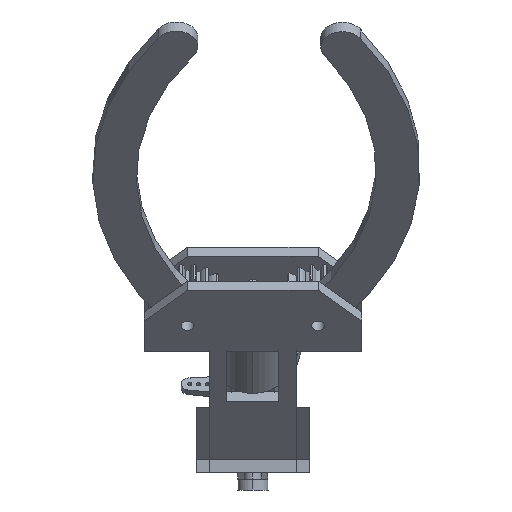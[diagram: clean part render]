
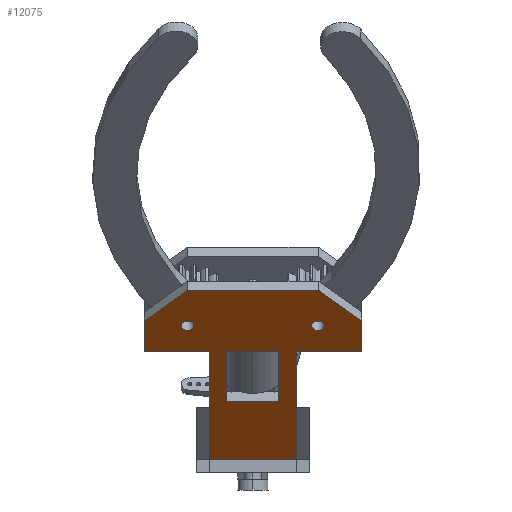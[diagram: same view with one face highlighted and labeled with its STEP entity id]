
A CAD part, left-side view. The second image highlights one B-rep face of the part: STEP entity #12075.
In plain terms, the highlighted face is planar.
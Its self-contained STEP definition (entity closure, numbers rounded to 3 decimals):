
#125 = EDGE_CURVE ( 'NONE', #10458, #11977, #2029, .T. ) ;
#137 = ORIENTED_EDGE ( 'NONE', *, *, #2906, .T. ) ;
#144 = EDGE_CURVE ( 'NONE', #12624, #2043, #1722, .T. ) ;
#236 = DIRECTION ( 'NONE',  ( 0., 1., 0. ) ) ;
#386 = DIRECTION ( 'NONE',  ( 1., 0., 0. ) ) ;
#389 = VECTOR ( 'NONE', #11260, 1000. ) ;
#535 = VECTOR ( 'NONE', #9476, 1000. ) ;
#572 = EDGE_CURVE ( 'NONE', #11469, #3324, #6308, .T. ) ;
#643 = VECTOR ( 'NONE', #236, 1000. ) ;
#699 = EDGE_LOOP ( 'NONE', ( #11417, #137 ) ) ;
#703 = LINE ( 'NONE', #1961, #389 ) ;
#777 = VERTEX_POINT ( 'NONE', #4814 ) ;
#989 = CARTESIAN_POINT ( 'NONE',  ( -15., -1.5, 0. ) ) ;
#991 = FACE_BOUND ( 'NONE', #11987, .T. ) ;
#1192 = CARTESIAN_POINT ( 'NONE',  ( 10., -10., 0. ) ) ;
#1211 = CARTESIAN_POINT ( 'NONE',  ( -6., -10., 0. ) ) ;
#1426 = DIRECTION ( 'NONE',  ( 0., 0., -1. ) ) ;
#1497 = AXIS2_PLACEMENT_3D ( 'NONE', #7705, #1426, #8750 ) ;
#1667 = CIRCLE ( 'NONE', #7706, 1.5 ) ;
#1722 = LINE ( 'NONE', #7445, #12369 ) ;
#1930 = CIRCLE ( 'NONE', #13145, 1.5 ) ;
#1961 = CARTESIAN_POINT ( 'NONE',  ( -6., -10., 0. ) ) ;
#1999 = DIRECTION ( 'NONE',  ( 1., 0., 0. ) ) ;
#2029 = LINE ( 'NONE', #7893, #4441 ) ;
#2043 = VERTEX_POINT ( 'NONE', #11083 ) ;
#2079 = VECTOR ( 'NONE', #6610, 1000. ) ;
#2116 = EDGE_LOOP ( 'NONE', ( #5998, #7143, #6162, #9008, #2522, #10103, #9986, #4581, #10286, #3302 ) ) ;
#2171 = CIRCLE ( 'NONE', #8300, 1.5 ) ;
#2174 = CARTESIAN_POINT ( 'NONE',  ( 25., -10., 0. ) ) ;
#2187 = LINE ( 'NONE', #2174, #12840 ) ;
#2250 = EDGE_CURVE ( 'NONE', #10415, #10581, #9066, .T. ) ;
#2482 = ORIENTED_EDGE ( 'NONE', *, *, #12525, .T. ) ;
#2522 = ORIENTED_EDGE ( 'NONE', *, *, #7285, .F. ) ;
#2624 = EDGE_CURVE ( 'NONE', #10588, #10545, #5923, .T. ) ;
#2636 = EDGE_CURVE ( 'NONE', #11212, #9383, #11088, .T. ) ;
#2688 = CARTESIAN_POINT ( 'NONE',  ( 6., -26., 0. ) ) ;
#2767 = VECTOR ( 'NONE', #11113, 1000. ) ;
#2906 = EDGE_CURVE ( 'NONE', #10545, #10588, #1667, .T. ) ;
#2936 = VECTOR ( 'NONE', #12862, 1000. ) ;
#2973 = CARTESIAN_POINT ( 'NONE',  ( -13.5, -1.5, 0. ) ) ;
#3069 = EDGE_LOOP ( 'NONE', ( #2482, #5271 ) ) ;
#3184 = ORIENTED_EDGE ( 'NONE', *, *, #9794, .T. ) ;
#3278 = DIRECTION ( 'NONE',  ( 0., 0., 1. ) ) ;
#3302 = ORIENTED_EDGE ( 'NONE', *, *, #11197, .F. ) ;
#3324 = VERTEX_POINT ( 'NONE', #13222 ) ;
#3380 = EDGE_CURVE ( 'NONE', #6485, #11469, #703, .T. ) ;
#3734 = FACE_BOUND ( 'NONE', #699, .T. ) ;
#3824 = CARTESIAN_POINT ( 'NONE',  ( 25., -10., 0. ) ) ;
#3831 = VERTEX_POINT ( 'NONE', #2688 ) ;
#3924 = DIRECTION ( 'NONE',  ( 0., 0., 1. ) ) ;
#4119 = VECTOR ( 'NONE', #7453, 1000. ) ;
#4355 = EDGE_CURVE ( 'NONE', #2043, #9507, #13060, .T. ) ;
#4441 = VECTOR ( 'NONE', #7862, 1000. ) ;
#4581 = ORIENTED_EDGE ( 'NONE', *, *, #6263, .F. ) ;
#4669 = ORIENTED_EDGE ( 'NONE', *, *, #572, .T. ) ;
#4695 = CARTESIAN_POINT ( 'NONE',  ( -10., -45., 0. ) ) ;
#4814 = CARTESIAN_POINT ( 'NONE',  ( 10., -45., 0. ) ) ;
#4895 = CARTESIAN_POINT ( 'NONE',  ( -25., -10., 0. ) ) ;
#4902 = CARTESIAN_POINT ( 'NONE',  ( 15., -1.5, 0. ) ) ;
#5170 = ORIENTED_EDGE ( 'NONE', *, *, #5366, .T. ) ;
#5271 = ORIENTED_EDGE ( 'NONE', *, *, #7720, .T. ) ;
#5366 = EDGE_CURVE ( 'NONE', #3831, #6485, #8967, .T. ) ;
#5385 = CARTESIAN_POINT ( 'NONE',  ( -25., -10., 0. ) ) ;
#5570 = PLANE ( 'NONE',  #1497 ) ;
#5599 = VERTEX_POINT ( 'NONE', #5835 ) ;
#5831 = AXIS2_PLACEMENT_3D ( 'NONE', #4902, #12095, #5963 ) ;
#5835 = CARTESIAN_POINT ( 'NONE',  ( -16.5, -1.5, 0. ) ) ;
#5862 = CARTESIAN_POINT ( 'NONE',  ( -10., -45., 0. ) ) ;
#5923 = CIRCLE ( 'NONE', #5831, 1.5 ) ;
#5957 = CARTESIAN_POINT ( 'NONE',  ( -10., -10., 0. ) ) ;
#5963 = DIRECTION ( 'NONE',  ( 1., 0., 0. ) ) ;
#5998 = ORIENTED_EDGE ( 'NONE', *, *, #125, .F. ) ;
#6162 = ORIENTED_EDGE ( 'NONE', *, *, #4355, .F. ) ;
#6263 = EDGE_CURVE ( 'NONE', #9383, #777, #11481, .T. ) ;
#6308 = LINE ( 'NONE', #11308, #10840 ) ;
#6409 = DIRECTION ( 'NONE',  ( 0., 1., 0. ) ) ;
#6485 = VERTEX_POINT ( 'NONE', #12385 ) ;
#6532 = FACE_BOUND ( 'NONE', #3069, .T. ) ;
#6534 = CARTESIAN_POINT ( 'NONE',  ( 6., -10., 0. ) ) ;
#6603 = CARTESIAN_POINT ( 'NONE',  ( -6., -26., 0. ) ) ;
#6610 = DIRECTION ( 'NONE',  ( -1., 0., 0. ) ) ;
#6626 = CARTESIAN_POINT ( 'NONE',  ( 10., -10., 0. ) ) ;
#7143 = ORIENTED_EDGE ( 'NONE', *, *, #9354, .F. ) ;
#7285 = EDGE_CURVE ( 'NONE', #10581, #12624, #2187, .T. ) ;
#7445 = CARTESIAN_POINT ( 'NONE',  ( 15., 10., 0. ) ) ;
#7453 = DIRECTION ( 'NONE',  ( 1., 0., 0. ) ) ;
#7562 = LINE ( 'NONE', #4895, #10913 ) ;
#7705 = CARTESIAN_POINT ( 'NONE',  ( 0., 0., 0. ) ) ;
#7706 = AXIS2_PLACEMENT_3D ( 'NONE', #9556, #3278, #10575 ) ;
#7720 = EDGE_CURVE ( 'NONE', #7806, #5599, #2171, .T. ) ;
#7806 = VERTEX_POINT ( 'NONE', #2973 ) ;
#7862 = DIRECTION ( 'NONE',  ( 0., -1., 0. ) ) ;
#7893 = CARTESIAN_POINT ( 'NONE',  ( -25., -10., 0. ) ) ;
#8090 = CARTESIAN_POINT ( 'NONE',  ( -15., 10., 0. ) ) ;
#8144 = DIRECTION ( 'NONE',  ( -0.707, 0.707, 0. ) ) ;
#8300 = AXIS2_PLACEMENT_3D ( 'NONE', #10163, #3924, #11172 ) ;
#8301 = DIRECTION ( 'NONE',  ( 0., 0., 1. ) ) ;
#8384 = CARTESIAN_POINT ( 'NONE',  ( 25., 0., 0. ) ) ;
#8561 = LINE ( 'NONE', #12819, #2936 ) ;
#8750 = DIRECTION ( 'NONE',  ( -1., 0., 0. ) ) ;
#8812 = VECTOR ( 'NONE', #9042, 1000. ) ;
#8967 = LINE ( 'NONE', #6534, #643 ) ;
#9008 = ORIENTED_EDGE ( 'NONE', *, *, #144, .F. ) ;
#9042 = DIRECTION ( 'NONE',  ( 1., 0., 0. ) ) ;
#9066 = LINE ( 'NONE', #1192, #4119 ) ;
#9354 = EDGE_CURVE ( 'NONE', #9507, #10458, #8561, .T. ) ;
#9383 = VERTEX_POINT ( 'NONE', #4695 ) ;
#9476 = DIRECTION ( 'NONE',  ( 0., 1., 0. ) ) ;
#9507 = VERTEX_POINT ( 'NONE', #8090 ) ;
#9556 = CARTESIAN_POINT ( 'NONE',  ( 15., -1.5, 0. ) ) ;
#9794 = EDGE_CURVE ( 'NONE', #3324, #3831, #11228, .T. ) ;
#9867 = ORIENTED_EDGE ( 'NONE', *, *, #3380, .T. ) ;
#9986 = ORIENTED_EDGE ( 'NONE', *, *, #10823, .F. ) ;
#10103 = ORIENTED_EDGE ( 'NONE', *, *, #2250, .F. ) ;
#10163 = CARTESIAN_POINT ( 'NONE',  ( -15., -1.5, 0. ) ) ;
#10286 = ORIENTED_EDGE ( 'NONE', *, *, #2636, .F. ) ;
#10415 = VERTEX_POINT ( 'NONE', #6626 ) ;
#10458 = VERTEX_POINT ( 'NONE', #12803 ) ;
#10545 = VERTEX_POINT ( 'NONE', #12978 ) ;
#10575 = DIRECTION ( 'NONE',  ( 1., 0., 0. ) ) ;
#10581 = VERTEX_POINT ( 'NONE', #3824 ) ;
#10588 = VERTEX_POINT ( 'NONE', #12062 ) ;
#10716 = CARTESIAN_POINT ( 'NONE',  ( -15., 10., 0. ) ) ;
#10823 = EDGE_CURVE ( 'NONE', #777, #10415, #12129, .T. ) ;
#10840 = VECTOR ( 'NONE', #12427, 1000. ) ;
#10913 = VECTOR ( 'NONE', #11102, 1000. ) ;
#11083 = CARTESIAN_POINT ( 'NONE',  ( 15., 10., 0. ) ) ;
#11088 = LINE ( 'NONE', #13108, #2767 ) ;
#11102 = DIRECTION ( 'NONE',  ( 1., 0., 0. ) ) ;
#11113 = DIRECTION ( 'NONE',  ( 0., -1., 0. ) ) ;
#11172 = DIRECTION ( 'NONE',  ( 1., 0., 0. ) ) ;
#11197 = EDGE_CURVE ( 'NONE', #11977, #11212, #7562, .T. ) ;
#11212 = VERTEX_POINT ( 'NONE', #5957 ) ;
#11228 = LINE ( 'NONE', #6603, #11548 ) ;
#11260 = DIRECTION ( 'NONE',  ( -1., 0., 0. ) ) ;
#11308 = CARTESIAN_POINT ( 'NONE',  ( -6., -10., 0. ) ) ;
#11417 = ORIENTED_EDGE ( 'NONE', *, *, #2624, .T. ) ;
#11469 = VERTEX_POINT ( 'NONE', #1211 ) ;
#11481 = LINE ( 'NONE', #5862, #8812 ) ;
#11548 = VECTOR ( 'NONE', #386, 1000. ) ;
#11968 = FACE_OUTER_BOUND ( 'NONE', #2116, .T. ) ;
#11977 = VERTEX_POINT ( 'NONE', #5385 ) ;
#11987 = EDGE_LOOP ( 'NONE', ( #9867, #4669, #3184, #5170 ) ) ;
#12062 = CARTESIAN_POINT ( 'NONE',  ( 13.5, -1.5, 0. ) ) ;
#12075 = ADVANCED_FACE ( 'NONE', ( #3734, #11968, #6532, #991 ), #5570, .T. ) ;
#12095 = DIRECTION ( 'NONE',  ( 0., 0., 1. ) ) ;
#12129 = LINE ( 'NONE', #12447, #535 ) ;
#12369 = VECTOR ( 'NONE', #8144, 1000. ) ;
#12385 = CARTESIAN_POINT ( 'NONE',  ( 6., -10., 0. ) ) ;
#12427 = DIRECTION ( 'NONE',  ( 0., -1., 0. ) ) ;
#12447 = CARTESIAN_POINT ( 'NONE',  ( 10., -10., 0. ) ) ;
#12525 = EDGE_CURVE ( 'NONE', #5599, #7806, #1930, .T. ) ;
#12624 = VERTEX_POINT ( 'NONE', #8384 ) ;
#12803 = CARTESIAN_POINT ( 'NONE',  ( -25., 0., 0. ) ) ;
#12819 = CARTESIAN_POINT ( 'NONE',  ( -25., 0., 0. ) ) ;
#12840 = VECTOR ( 'NONE', #6409, 1000. ) ;
#12862 = DIRECTION ( 'NONE',  ( -0.707, -0.707, 0. ) ) ;
#12978 = CARTESIAN_POINT ( 'NONE',  ( 16.5, -1.5, 0. ) ) ;
#13060 = LINE ( 'NONE', #10716, #2079 ) ;
#13108 = CARTESIAN_POINT ( 'NONE',  ( -10., -10., 0. ) ) ;
#13145 = AXIS2_PLACEMENT_3D ( 'NONE', #989, #8301, #1999 ) ;
#13222 = CARTESIAN_POINT ( 'NONE',  ( -6., -26., 0. ) ) ;
